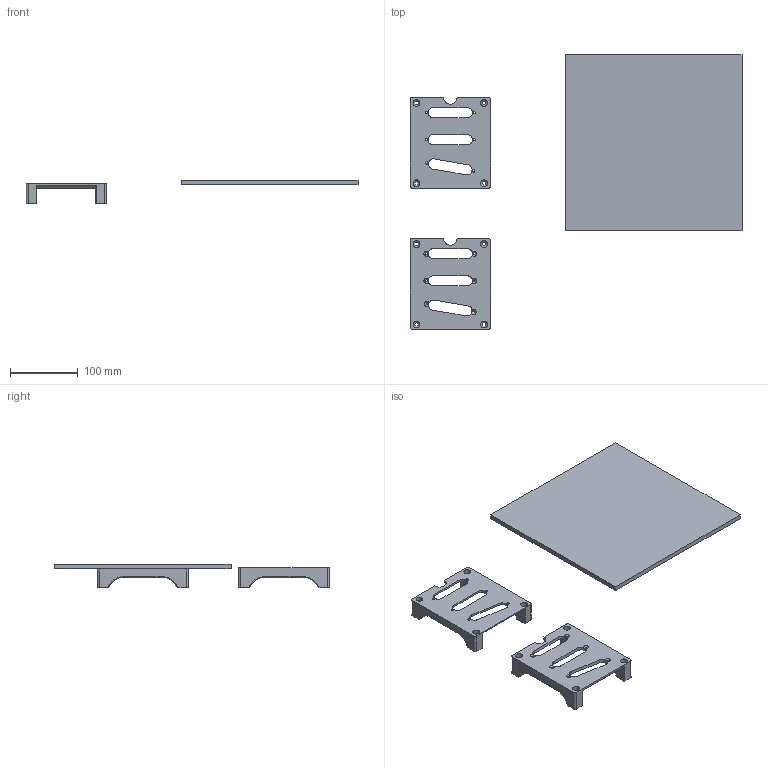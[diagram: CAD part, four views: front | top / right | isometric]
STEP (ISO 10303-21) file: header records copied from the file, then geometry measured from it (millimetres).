
FILE_DESCRIPTION(/* description */ ('STEP AP242','CAx-IF Rec.Pracs.---Representation and Presentation of Product Manufacturing Information (PMI)---4.0---2014-10-13','CAx-IF Rec.Pracs.---3D Tessellated Geometry---0.4---2014-09-14','2;1'),/* implementation_level */ '2;1');
FILE_NAME(/* name */ '684b30b28f312d1bc92c408f',/* time_stamp */ '2025-06-12T19:55:31Z',/* author */ (''),/* organization */ (''),/* preprocessor_version */ 'ST-DEVELOPER v20',/* originating_system */ 'ONSHAPE BY PTC INC, 1.199',/* authorisation */ ' ');
FILE_SCHEMA (('AP242_MANAGED_MODEL_BASED_3D_ENGINEERING_MIM_LF { 1 0 10303 442 1 1 4 }'));
Length unit declared in the file: inch
Products named in the file (3): Faceplate - No Hueforge; Hueforge Cutter; Faceplate - Hueforge
Bounding box: 489.36 x 405 x 34.9 mm (x, y, z)
Volume: 676639.2 mm3; surface area: 228717.6 mm2
Topology: 3 solids, 3 shells, 430 faces, 1142 edges, 692 vertices
Faces by surface type: cylinder 196, plane 98, torus 62, cone 40, sphere 24, bspline 10
Entity records: 13650 total; most frequent: CARTESIAN_POINT 2669, DIRECTION 2460, ORIENTED_EDGE 2236, EDGE_CURVE 1118, AXIS2_PLACEMENT_3D 997, VERTEX_POINT 692, CIRCLE 570, EDGE_LOOP 480
